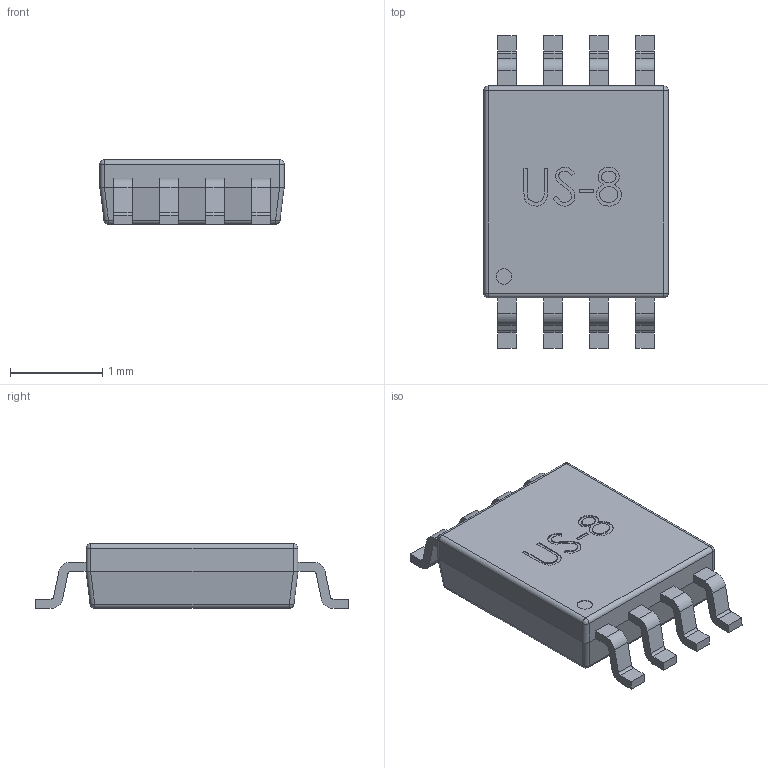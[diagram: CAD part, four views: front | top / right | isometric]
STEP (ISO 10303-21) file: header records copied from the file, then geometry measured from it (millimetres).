
FILE_DESCRIPTION (( 'STEP AP214' ), '1' );
FILE_NAME ('4D3D6211-7F0C-4FAB-B1C3-3C7F4EDF7C9B.STEP', '2008-06-27T07:50:06', ( 'sysAdmin' ), ( 'SolidWorks' ), 'SwSTEP 2.0', 'SolidWorks 2008', '' );
FILE_SCHEMA (( 'AUTOMOTIVE_DESIGN' ));
Length unit declared in the file: millimetre
Products named in the file (3): 4D3D6211-7F0C-4FAB-B1C3-3C7F4EDF7C9B; SW3dPS-US-8_US-8 Body; SW3dPS-US-8_US-8 Connector
Assembly tree (9 placements, depth 2):
  4D3D6211-7F0C-4FAB-B1C3-3C7F4EDF7C9B
    SW3dPS-US-8_US-8 Connector  x8
    SW3dPS-US-8_US-8 Body
Bounding box: 2 x 3.4 x 0.7 mm (x, y, z)
Volume: 3.3 mm3; surface area: 18.8 mm2
Topology: 9 solids, 9 shells, 206 faces, 523 edges, 338 vertices
Faces by surface type: plane 109, cylinder 50, bspline 39, sphere 8
Entity records: 5851 total; most frequent: CARTESIAN_POINT 2800, ORIENTED_EDGE 534, DIRECTION 375, EDGE_CURVE 267, VERTEX_POINT 170, LINE 141, VECTOR 141, AXIS2_PLACEMENT_3D 117
